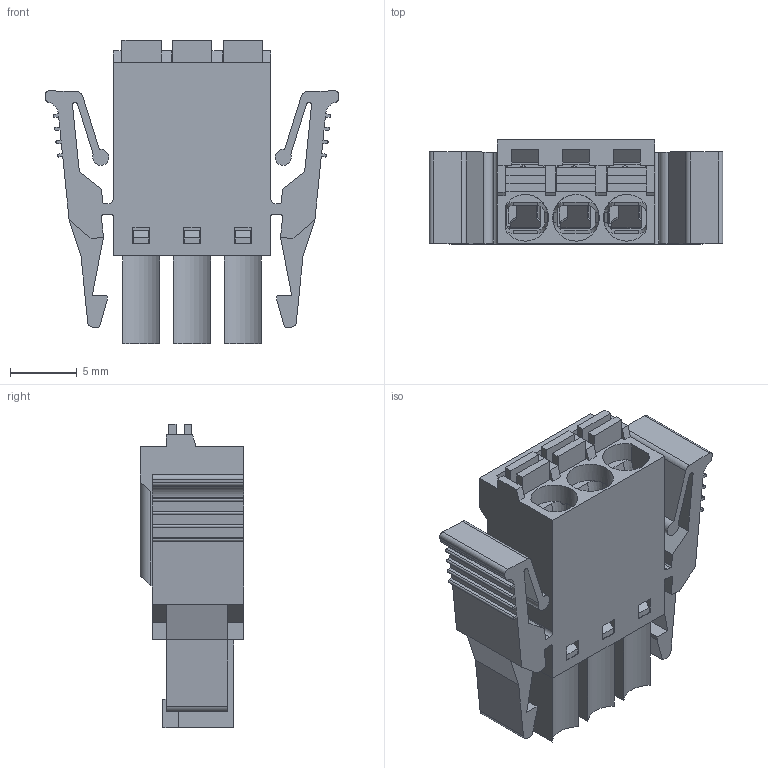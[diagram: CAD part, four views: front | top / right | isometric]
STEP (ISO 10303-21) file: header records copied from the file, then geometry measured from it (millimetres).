
FILE_DESCRIPTION( ( 'Unknown' ), '1' );
FILE_NAME( '691304330003.stp', 'Unknown', ( 'Unknown' ), ( 'Unknown' ), 'PSStep 18.0.17', 'Unknown', ' ' );
FILE_SCHEMA( ( 'AUTOMOTIVE_DESIGN { 1 0 10303 214 1 1 1 1 }' ) );
Length unit declared in the file: millimetre
Products named in the file (6): Assem1; 6913043300xx_Levier; 691304330003; 691304330003_Bas; 6913043300xx_Pin; 6913043300xx_Lamelle
Assembly tree (11 placements, depth 2):
  Assem1
    6913043300xx_Levier  x3
    691304330003
    691304330003_Bas
    6913043300xx_Pin  x3
    6913043300xx_Lamelle  x3
Bounding box: 22.03 x 7.8 x 22.8 mm (x, y, z)
Volume: 1345.8 mm3; surface area: 4178.1 mm2
Topology: 11 solids, 11 shells, 1005 faces, 2840 edges, 1854 vertices
Faces by surface type: plane 776, cylinder 214, cone 15
Full cylindrical faces by diameter (mm): 1.2 x3, 3.5 x1
Entity records: 28643 total; most frequent: CARTESIAN_POINT 4186, ORIENTED_EDGE 4048, DIRECTION 3725, EDGE_CURVE 2024, LINE 1705, VECTOR 1705, VERTEX_POINT 1335, AXIS2_PLACEMENT_3D 1010
